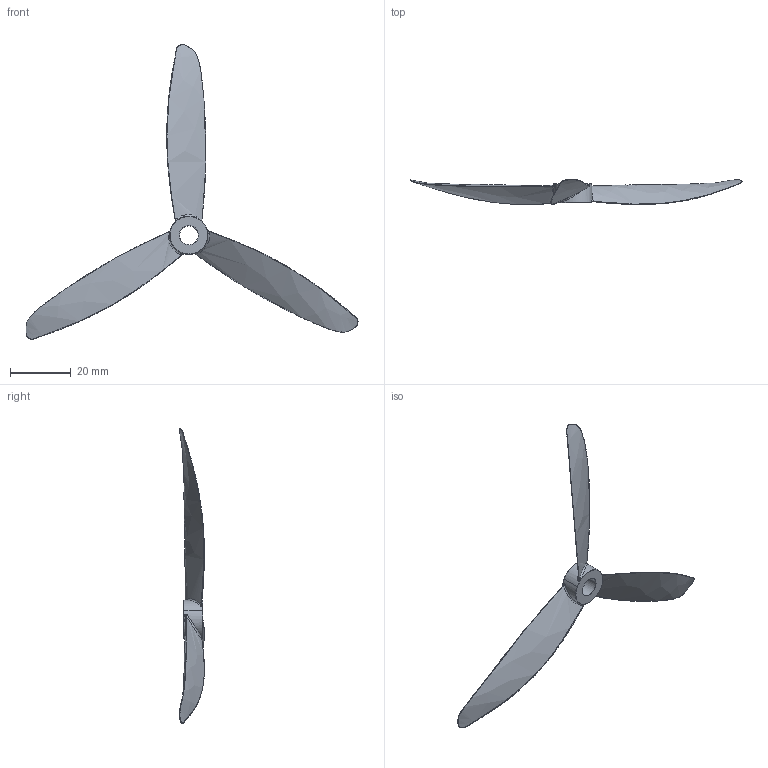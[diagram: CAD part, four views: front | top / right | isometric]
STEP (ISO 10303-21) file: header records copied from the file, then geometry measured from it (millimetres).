
FILE_DESCRIPTION (( 'STEP AP203' ), '1' );
FILE_NAME ('5045 CCW.step.STEP_Predeterminado_sldprt.STEP', '2022-02-13T10:50:13', ( '' ), ( '' ), 'SwSTEP 2.0', 'SolidWorks 2020', '' );
FILE_SCHEMA (( 'CONFIG_CONTROL_DESIGN' ));
Length unit declared in the file: millimetre
Products named in the file (1): 5045 CCW.step.STEP_Predeterminado_sldprt
Bounding box: 109.17 x 8.15 x 96.87 mm (x, y, z)
Volume: 2769.8 mm3; surface area: 4647.5 mm2
Topology: 1 solids, 1 shells, 51 faces, 123 edges, 74 vertices
Faces by surface type: bspline 33, torus 8, cylinder 8, plane 2
Entity records: 6555 total; most frequent: CARTESIAN_POINT 5519, ORIENTED_EDGE 246, EDGE_CURVE 123, DIRECTION 119, B_SPLINE_CURVE_WITH_KNOTS 80, VERTEX_POINT 74, AXIS2_PLACEMENT_3D 57, EDGE_LOOP 53
